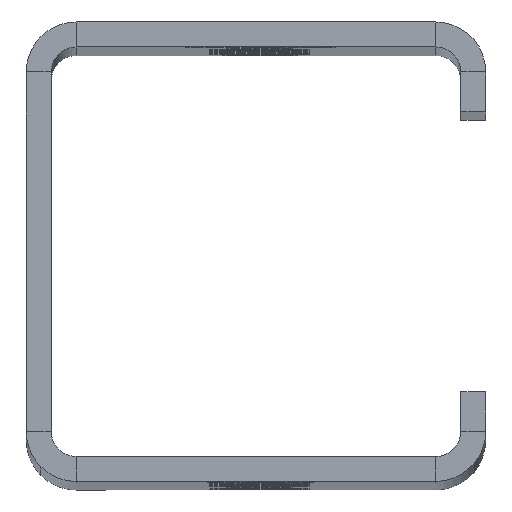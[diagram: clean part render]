
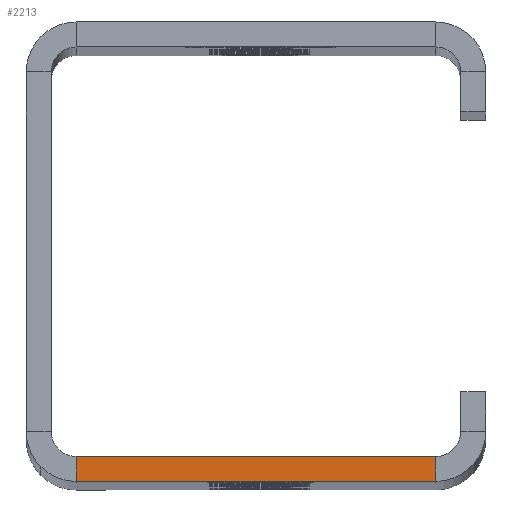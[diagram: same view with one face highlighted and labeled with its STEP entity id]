
A CAD part, top view. The second image highlights one B-rep face of the part: STEP entity #2213.
In plain terms, the highlighted planar face has unit normal (0, 0, 1).
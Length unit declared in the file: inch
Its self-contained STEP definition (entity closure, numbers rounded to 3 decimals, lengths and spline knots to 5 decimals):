
#364 = VERTEX_POINT ( 'NONE', #8405 ) ;
#433 = VECTOR ( 'NONE', #7750, 39.37008 ) ;
#1000 = VECTOR ( 'NONE', #7042, 39.37008 ) ;
#1400 = LINE ( 'NONE', #4087, #6635 ) ;
#1412 = DIRECTION ( 'NONE',  ( 0., 0., -1. ) ) ;
#1750 = VERTEX_POINT ( 'NONE', #5748 ) ;
#1943 = VERTEX_POINT ( 'NONE', #7510 ) ;
#2076 = FACE_OUTER_BOUND ( 'NONE', #5321, .T. ) ;
#2213 = ADVANCED_FACE ( 'NONE', ( #2076 ), #4592, .F. ) ;
#2488 = EDGE_CURVE ( 'NONE', #1943, #6725, #7139, .T. ) ;
#2632 = EDGE_CURVE ( 'NONE', #6725, #1750, #2995, .T. ) ;
#2652 = ORIENTED_EDGE ( 'NONE', *, *, #5913, .F. ) ;
#2859 = DIRECTION ( 'NONE',  ( 0., -1., 0. ) ) ;
#2906 = EDGE_CURVE ( 'NONE', #1943, #364, #1400, .T. ) ;
#2995 = LINE ( 'NONE', #5684, #1000 ) ;
#3668 = ORIENTED_EDGE ( 'NONE', *, *, #2488, .T. ) ;
#3756 = ORIENTED_EDGE ( 'NONE', *, *, #2906, .F. ) ;
#3781 = CARTESIAN_POINT ( 'NONE',  ( 0.9199, -0.84337, 15.82644 ) ) ;
#3908 = LINE ( 'NONE', #7162, #6775 ) ;
#4087 = CARTESIAN_POINT ( 'NONE',  ( 0.8199, -0.96837, 15.82644 ) ) ;
#4592 = PLANE ( 'NONE',  #6256 ) ;
#4758 = DIRECTION ( 'NONE',  ( -1., 0., 0. ) ) ;
#5321 = EDGE_LOOP ( 'NONE', ( #3756, #3668, #6431, #2652 ) ) ;
#5684 = CARTESIAN_POINT ( 'NONE',  ( -0.9801, -0.96837, 15.82644 ) ) ;
#5748 = CARTESIAN_POINT ( 'NONE',  ( -0.9801, -0.96837, 15.82644 ) ) ;
#5913 = EDGE_CURVE ( 'NONE', #364, #1750, #3908, .T. ) ;
#6256 = AXIS2_PLACEMENT_3D ( 'NONE', #6667, #1412, #4758 ) ;
#6431 = ORIENTED_EDGE ( 'NONE', *, *, #2632, .T. ) ;
#6502 = DIRECTION ( 'NONE',  ( -1., 0., 0. ) ) ;
#6635 = VECTOR ( 'NONE', #2859, 39.37008 ) ;
#6666 = CARTESIAN_POINT ( 'NONE',  ( -0.9801, -0.84337, 15.82644 ) ) ;
#6667 = CARTESIAN_POINT ( 'NONE',  ( 0.9949, -0.96837, 15.82644 ) ) ;
#6725 = VERTEX_POINT ( 'NONE', #6666 ) ;
#6775 = VECTOR ( 'NONE', #6502, 39.37008 ) ;
#7042 = DIRECTION ( 'NONE',  ( 0., -1., 0. ) ) ;
#7139 = LINE ( 'NONE', #3781, #433 ) ;
#7162 = CARTESIAN_POINT ( 'NONE',  ( 0.9949, -0.96837, 15.82644 ) ) ;
#7510 = CARTESIAN_POINT ( 'NONE',  ( 0.8199, -0.84337, 15.82644 ) ) ;
#7750 = DIRECTION ( 'NONE',  ( -1., 0., 0. ) ) ;
#8405 = CARTESIAN_POINT ( 'NONE',  ( 0.8199, -0.96837, 15.82644 ) ) ;
